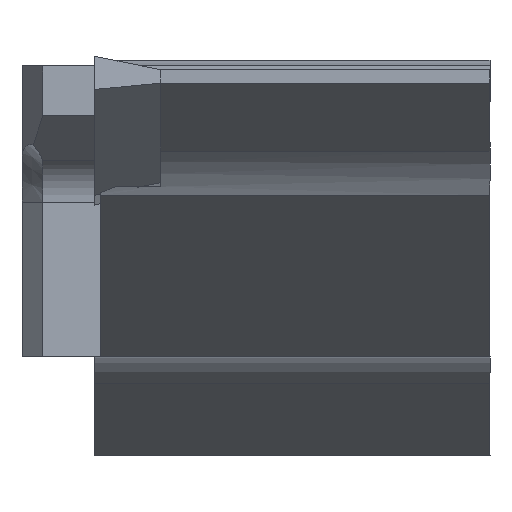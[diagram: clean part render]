
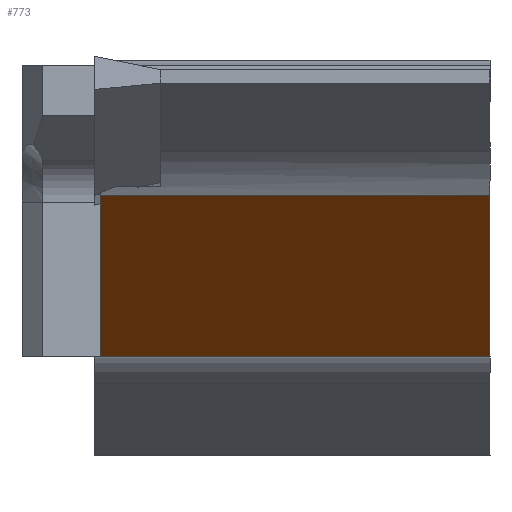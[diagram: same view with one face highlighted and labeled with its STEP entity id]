
A CAD part, left-side view. The second image highlights one B-rep face of the part: STEP entity #773.
In plain terms, the highlighted planar face has unit normal (-0.616, 0, -0.788).
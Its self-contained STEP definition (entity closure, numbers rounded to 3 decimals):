
#201 = EDGE_CURVE ( 'NONE', #664, #1826, #824, .T. ) ;
#217 = ORIENTED_EDGE ( 'NONE', *, *, #1050, .F. ) ;
#233 = CARTESIAN_POINT ( 'NONE',  ( 16.5, -19.05, -14.271 ) ) ;
#344 = CARTESIAN_POINT ( 'NONE',  ( 16.5, -0.3, -14.271 ) ) ;
#354 = CARTESIAN_POINT ( 'NONE',  ( 6.557, -19.05, -6.502 ) ) ;
#391 = CARTESIAN_POINT ( 'NONE',  ( 6.557, 159.838, -6.502 ) ) ;
#448 = LINE ( 'NONE', #477, #713 ) ;
#477 = CARTESIAN_POINT ( 'NONE',  ( -0.669, -19.05, -0.857 ) ) ;
#490 = CARTESIAN_POINT ( 'NONE',  ( 6.557, -0.3, -6.502 ) ) ;
#600 = EDGE_CURVE ( 'NONE', #1826, #1367, #448, .T. ) ;
#621 = CARTESIAN_POINT ( 'NONE',  ( 16.5, 159.838, -14.271 ) ) ;
#625 = DIRECTION ( 'NONE',  ( 0.788, 0., -0.616 ) ) ;
#664 = VERTEX_POINT ( 'NONE', #344 ) ;
#681 = CARTESIAN_POINT ( 'NONE',  ( 16.5, -0.3, -14.271 ) ) ;
#713 = VECTOR ( 'NONE', #1347, 1000. ) ;
#759 = VERTEX_POINT ( 'NONE', #490 ) ;
#766 = DIRECTION ( 'NONE',  ( 0.616, 0., 0.788 ) ) ;
#773 = ADVANCED_FACE ( 'NONE', ( #1623 ), #1924, .F. ) ;
#824 = LINE ( 'NONE', #1306, #1284 ) ;
#834 = LINE ( 'NONE', #681, #1187 ) ;
#954 = DIRECTION ( 'NONE',  ( 0., -1., 0. ) ) ;
#1050 = EDGE_CURVE ( 'NONE', #664, #759, #834, .T. ) ;
#1073 = AXIS2_PLACEMENT_3D ( 'NONE', #621, #766, #625 ) ;
#1187 = VECTOR ( 'NONE', #1870, 1000. ) ;
#1188 = LINE ( 'NONE', #391, #1500 ) ;
#1284 = VECTOR ( 'NONE', #1345, 1000. ) ;
#1306 = CARTESIAN_POINT ( 'NONE',  ( 16.5, 159.838, -14.271 ) ) ;
#1329 = ORIENTED_EDGE ( 'NONE', *, *, #201, .T. ) ;
#1345 = DIRECTION ( 'NONE',  ( 0., -1., 0. ) ) ;
#1347 = DIRECTION ( 'NONE',  ( -0.788, 0., 0.616 ) ) ;
#1367 = VERTEX_POINT ( 'NONE', #354 ) ;
#1395 = ORIENTED_EDGE ( 'NONE', *, *, #1483, .F. ) ;
#1483 = EDGE_CURVE ( 'NONE', #759, #1367, #1188, .T. ) ;
#1500 = VECTOR ( 'NONE', #954, 1000. ) ;
#1623 = FACE_OUTER_BOUND ( 'NONE', #1804, .T. ) ;
#1688 = ORIENTED_EDGE ( 'NONE', *, *, #600, .T. ) ;
#1804 = EDGE_LOOP ( 'NONE', ( #217, #1329, #1688, #1395 ) ) ;
#1826 = VERTEX_POINT ( 'NONE', #233 ) ;
#1870 = DIRECTION ( 'NONE',  ( -0.788, 0., 0.616 ) ) ;
#1924 = PLANE ( 'NONE',  #1073 ) ;
